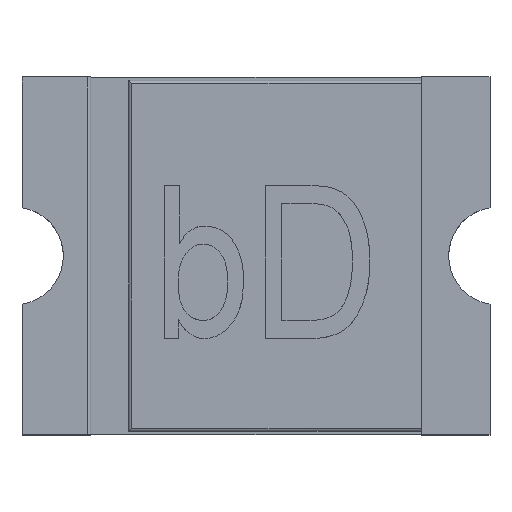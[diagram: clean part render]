
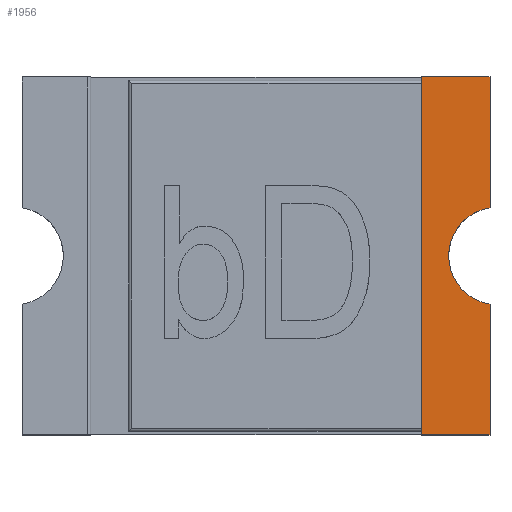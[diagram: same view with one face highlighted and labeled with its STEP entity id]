
A CAD part, top view. The second image highlights one B-rep face of the part: STEP entity #1956.
In plain terms, the highlighted planar face has unit normal (0, 0, 1).
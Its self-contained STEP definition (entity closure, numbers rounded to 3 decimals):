
#32 = PLANE('',#33);
#33 = AXIS2_PLACEMENT_3D('',#34,#35,#36);
#34 = CARTESIAN_POINT('',(1.2,0.,0.693));
#35 = DIRECTION('',(-1.,0.,0.));
#36 = DIRECTION('',(0.,0.,-1.));
#141 = VERTEX_POINT('',#142);
#142 = CARTESIAN_POINT('',(1.2,-1.3,0.71));
#156 = PLANE('',#157);
#157 = AXIS2_PLACEMENT_3D('',#158,#159,#160);
#158 = CARTESIAN_POINT('',(1.7,-1.3,0.01));
#159 = DIRECTION('',(0.,-1.,0.));
#160 = DIRECTION('',(-1.,0.,0.));
#168 = EDGE_CURVE('',#169,#141,#171,.T.);
#169 = VERTEX_POINT('',#170);
#170 = CARTESIAN_POINT('',(1.2,1.3,0.71));
#171 = SURFACE_CURVE('',#172,(#176,#183),.PCURVE_S1.);
#172 = LINE('',#173,#174);
#173 = CARTESIAN_POINT('',(1.2,1.3,0.71));
#174 = VECTOR('',#175,1.);
#175 = DIRECTION('',(0.,-1.,0.));
#176 = PCURVE('',#32,#177);
#177 = DEFINITIONAL_REPRESENTATION('',(#178),#182);
#178 = LINE('',#179,#180);
#179 = CARTESIAN_POINT('',(-0.017,-1.3));
#180 = VECTOR('',#181,1.);
#181 = DIRECTION('',(0.,1.));
#182 = ( GEOMETRIC_REPRESENTATION_CONTEXT(2) 
PARAMETRIC_REPRESENTATION_CONTEXT() REPRESENTATION_CONTEXT('2D SPACE',''
  ) );
#183 = PCURVE('',#184,#189);
#184 = PLANE('',#185);
#185 = AXIS2_PLACEMENT_3D('',#186,#187,#188);
#186 = CARTESIAN_POINT('',(0.,0.,0.71)
  );
#187 = DIRECTION('',(0.,0.,-1.));
#188 = DIRECTION('',(0.,-1.,0.));
#189 = DEFINITIONAL_REPRESENTATION('',(#190),#194);
#190 = LINE('',#191,#192);
#191 = CARTESIAN_POINT('',(-1.3,-1.2));
#192 = VECTOR('',#193,1.);
#193 = DIRECTION('',(1.,0.));
#194 = ( GEOMETRIC_REPRESENTATION_CONTEXT(2) 
PARAMETRIC_REPRESENTATION_CONTEXT() REPRESENTATION_CONTEXT('2D SPACE',''
  ) );
#212 = PLANE('',#213);
#213 = AXIS2_PLACEMENT_3D('',#214,#215,#216);
#214 = CARTESIAN_POINT('',(-1.7,1.3,0.01));
#215 = DIRECTION('',(0.,1.,0.));
#216 = DIRECTION('',(1.,0.,0.));
#1797 = PLANE('',#1798);
#1798 = AXIS2_PLACEMENT_3D('',#1799,#1800,#1801);
#1799 = CARTESIAN_POINT('',(1.7,-1.3,0.01));
#1800 = DIRECTION('',(-1.,0.,0.));
#1801 = DIRECTION('',(0.,1.,0.));
#1913 = VERTEX_POINT('',#1914);
#1914 = CARTESIAN_POINT('',(1.7,-1.3,0.71));
#1935 = EDGE_CURVE('',#1913,#141,#1936,.T.);
#1936 = SURFACE_CURVE('',#1937,(#1941,#1948),.PCURVE_S1.);
#1937 = LINE('',#1938,#1939);
#1938 = CARTESIAN_POINT('',(1.7,-1.3,0.71));
#1939 = VECTOR('',#1940,1.);
#1940 = DIRECTION('',(-1.,0.,0.));
#1941 = PCURVE('',#156,#1942);
#1942 = DEFINITIONAL_REPRESENTATION('',(#1943),#1947);
#1943 = LINE('',#1944,#1945);
#1944 = CARTESIAN_POINT('',(0.,-0.7));
#1945 = VECTOR('',#1946,1.);
#1946 = DIRECTION('',(1.,0.));
#1947 = ( GEOMETRIC_REPRESENTATION_CONTEXT(2) 
PARAMETRIC_REPRESENTATION_CONTEXT() REPRESENTATION_CONTEXT('2D SPACE',''
  ) );
#1948 = PCURVE('',#184,#1949);
#1949 = DEFINITIONAL_REPRESENTATION('',(#1950),#1954);
#1950 = LINE('',#1951,#1952);
#1951 = CARTESIAN_POINT('',(1.3,-1.7));
#1952 = VECTOR('',#1953,1.);
#1953 = DIRECTION('',(0.,1.));
#1954 = ( GEOMETRIC_REPRESENTATION_CONTEXT(2) 
PARAMETRIC_REPRESENTATION_CONTEXT() REPRESENTATION_CONTEXT('2D SPACE',''
  ) );
#1956 = ADVANCED_FACE('',(#1957),#184,.F.);
#1957 = FACE_BOUND('',#1958,.F.);
#1958 = EDGE_LOOP('',(#1959,#1982,#1983,#1984,#2007,#2035));
#1959 = ORIENTED_EDGE('',*,*,#1960,.F.);
#1960 = EDGE_CURVE('',#1913,#1961,#1963,.T.);
#1961 = VERTEX_POINT('',#1962);
#1962 = CARTESIAN_POINT('',(1.7,-0.35,0.71));
#1963 = SURFACE_CURVE('',#1964,(#1968,#1975),.PCURVE_S1.);
#1964 = LINE('',#1965,#1966);
#1965 = CARTESIAN_POINT('',(1.7,-1.3,0.71));
#1966 = VECTOR('',#1967,1.);
#1967 = DIRECTION('',(0.,1.,0.));
#1968 = PCURVE('',#184,#1969);
#1969 = DEFINITIONAL_REPRESENTATION('',(#1970),#1974);
#1970 = LINE('',#1971,#1972);
#1971 = CARTESIAN_POINT('',(1.3,-1.7));
#1972 = VECTOR('',#1973,1.);
#1973 = DIRECTION('',(-1.,0.));
#1974 = ( GEOMETRIC_REPRESENTATION_CONTEXT(2) 
PARAMETRIC_REPRESENTATION_CONTEXT() REPRESENTATION_CONTEXT('2D SPACE',''
  ) );
#1975 = PCURVE('',#1797,#1976);
#1976 = DEFINITIONAL_REPRESENTATION('',(#1977),#1981);
#1977 = LINE('',#1978,#1979);
#1978 = CARTESIAN_POINT('',(0.,-0.7));
#1979 = VECTOR('',#1980,1.);
#1980 = DIRECTION('',(1.,0.));
#1981 = ( GEOMETRIC_REPRESENTATION_CONTEXT(2) 
PARAMETRIC_REPRESENTATION_CONTEXT() REPRESENTATION_CONTEXT('2D SPACE',''
  ) );
#1982 = ORIENTED_EDGE('',*,*,#1935,.T.);
#1983 = ORIENTED_EDGE('',*,*,#168,.F.);
#1984 = ORIENTED_EDGE('',*,*,#1985,.T.);
#1985 = EDGE_CURVE('',#169,#1986,#1988,.T.);
#1986 = VERTEX_POINT('',#1987);
#1987 = CARTESIAN_POINT('',(1.7,1.3,0.71));
#1988 = SURFACE_CURVE('',#1989,(#1993,#2000),.PCURVE_S1.);
#1989 = LINE('',#1990,#1991);
#1990 = CARTESIAN_POINT('',(-1.7,1.3,0.71));
#1991 = VECTOR('',#1992,1.);
#1992 = DIRECTION('',(1.,0.,0.));
#1993 = PCURVE('',#184,#1994);
#1994 = DEFINITIONAL_REPRESENTATION('',(#1995),#1999);
#1995 = LINE('',#1996,#1997);
#1996 = CARTESIAN_POINT('',(-1.3,1.7));
#1997 = VECTOR('',#1998,1.);
#1998 = DIRECTION('',(0.,-1.));
#1999 = ( GEOMETRIC_REPRESENTATION_CONTEXT(2) 
PARAMETRIC_REPRESENTATION_CONTEXT() REPRESENTATION_CONTEXT('2D SPACE',''
  ) );
#2000 = PCURVE('',#212,#2001);
#2001 = DEFINITIONAL_REPRESENTATION('',(#2002),#2006);
#2002 = LINE('',#2003,#2004);
#2003 = CARTESIAN_POINT('',(0.,-0.7));
#2004 = VECTOR('',#2005,1.);
#2005 = DIRECTION('',(1.,0.));
#2006 = ( GEOMETRIC_REPRESENTATION_CONTEXT(2) 
PARAMETRIC_REPRESENTATION_CONTEXT() REPRESENTATION_CONTEXT('2D SPACE',''
  ) );
#2007 = ORIENTED_EDGE('',*,*,#2008,.T.);
#2008 = EDGE_CURVE('',#1986,#2009,#2011,.T.);
#2009 = VERTEX_POINT('',#2010);
#2010 = CARTESIAN_POINT('',(1.7,0.35,0.71));
#2011 = SURFACE_CURVE('',#2012,(#2016,#2023),.PCURVE_S1.);
#2012 = LINE('',#2013,#2014);
#2013 = CARTESIAN_POINT('',(1.7,1.3,0.71));
#2014 = VECTOR('',#2015,1.);
#2015 = DIRECTION('',(0.,-1.,0.));
#2016 = PCURVE('',#184,#2017);
#2017 = DEFINITIONAL_REPRESENTATION('',(#2018),#2022);
#2018 = LINE('',#2019,#2020);
#2019 = CARTESIAN_POINT('',(-1.3,-1.7));
#2020 = VECTOR('',#2021,1.);
#2021 = DIRECTION('',(1.,0.));
#2022 = ( GEOMETRIC_REPRESENTATION_CONTEXT(2) 
PARAMETRIC_REPRESENTATION_CONTEXT() REPRESENTATION_CONTEXT('2D SPACE',''
  ) );
#2023 = PCURVE('',#2024,#2029);
#2024 = PLANE('',#2025);
#2025 = AXIS2_PLACEMENT_3D('',#2026,#2027,#2028);
#2026 = CARTESIAN_POINT('',(1.7,1.3,0.01));
#2027 = DIRECTION('',(1.,0.,0.));
#2028 = DIRECTION('',(0.,-1.,0.));
#2029 = DEFINITIONAL_REPRESENTATION('',(#2030),#2034);
#2030 = LINE('',#2031,#2032);
#2031 = CARTESIAN_POINT('',(0.,-0.7));
#2032 = VECTOR('',#2033,1.);
#2033 = DIRECTION('',(1.,0.));
#2034 = ( GEOMETRIC_REPRESENTATION_CONTEXT(2) 
PARAMETRIC_REPRESENTATION_CONTEXT() REPRESENTATION_CONTEXT('2D SPACE',''
  ) );
#2035 = ORIENTED_EDGE('',*,*,#2036,.T.);
#2036 = EDGE_CURVE('',#2009,#1961,#2037,.T.);
#2037 = SURFACE_CURVE('',#2038,(#2043,#2054),.PCURVE_S1.);
#2038 = CIRCLE('',#2039,0.354);
#2039 = AXIS2_PLACEMENT_3D('',#2040,#2041,#2042);
#2040 = CARTESIAN_POINT('',(1.754,0.,0.71));
#2041 = DIRECTION('',(0.,0.,1.));
#2042 = DIRECTION('',(1.,0.,-0.));
#2043 = PCURVE('',#184,#2044);
#2044 = DEFINITIONAL_REPRESENTATION('',(#2045),#2053);
#2045 = ( BOUNDED_CURVE() B_SPLINE_CURVE(2,(#2046,#2047,#2048,#2049,
#2050,#2051,#2052),.UNSPECIFIED.,.T.,.F.) B_SPLINE_CURVE_WITH_KNOTS((1,2
    ,2,2,2,1),(-2.094,0.,2.094,4.189,
6.283,8.378),.UNSPECIFIED.) CURVE() 
GEOMETRIC_REPRESENTATION_ITEM() RATIONAL_B_SPLINE_CURVE((1.,0.5,1.,0.5,
1.,0.5,1.)) REPRESENTATION_ITEM('') );
#2046 = CARTESIAN_POINT('',(0.,-2.108));
#2047 = CARTESIAN_POINT('',(-0.613,-2.108));
#2048 = CARTESIAN_POINT('',(-0.307,-1.577));
#2049 = CARTESIAN_POINT('',(0.,-1.046));
#2050 = CARTESIAN_POINT('',(0.307,-1.577));
#2051 = CARTESIAN_POINT('',(0.613,-2.108));
#2052 = CARTESIAN_POINT('',(0.,-2.108));
#2053 = ( GEOMETRIC_REPRESENTATION_CONTEXT(2) 
PARAMETRIC_REPRESENTATION_CONTEXT() REPRESENTATION_CONTEXT('2D SPACE',''
  ) );
#2054 = PCURVE('',#2055,#2060);
#2055 = CYLINDRICAL_SURFACE('',#2056,0.354);
#2056 = AXIS2_PLACEMENT_3D('',#2057,#2058,#2059);
#2057 = CARTESIAN_POINT('',(1.754,0.,0.01));
#2058 = DIRECTION('',(-0.,-0.,-1.));
#2059 = DIRECTION('',(1.,0.,0.));
#2060 = DEFINITIONAL_REPRESENTATION('',(#2061),#2065);
#2061 = LINE('',#2062,#2063);
#2062 = CARTESIAN_POINT('',(6.283,-0.7));
#2063 = VECTOR('',#2064,1.);
#2064 = DIRECTION('',(-1.,0.));
#2065 = ( GEOMETRIC_REPRESENTATION_CONTEXT(2) 
PARAMETRIC_REPRESENTATION_CONTEXT() REPRESENTATION_CONTEXT('2D SPACE',''
  ) );
